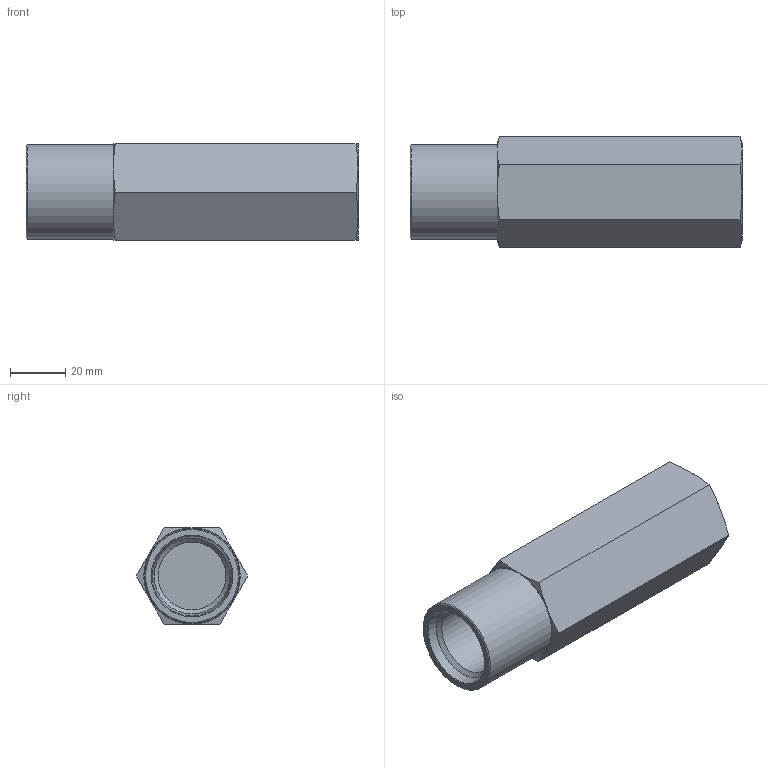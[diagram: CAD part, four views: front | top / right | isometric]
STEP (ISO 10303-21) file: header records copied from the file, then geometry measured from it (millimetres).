
FILE_DESCRIPTION((''),'2;1');
FILE_NAME('1412L.stp','2015-01-26T11:54:50',('jml'),(''),'Autodesk Inventor 2010','Autodesk Inventor 2010','');
FILE_SCHEMA(('AUTOMOTIVE_DESIGN { 1 0 10303 214 1 1 1 1 }'));
Length unit declared in the file: inch
Products named in the file (1): 320012
Bounding box: 120.65 x 40.47 x 35.05 mm (x, y, z)
Volume: 96917.8 mm3; surface area: 20256.8 mm2
Topology: 1 solids, 1 shells, 133 faces, 326 edges, 212 vertices
Faces by surface type: plane 94, cone 17, cylinder 16, bspline 4, torus 2
Full cylindrical faces by diameter (mm): 1.74 x1, 34.544 x1
Entity records: 3926 total; most frequent: CARTESIAN_POINT 756, ORIENTED_EDGE 622, DIRECTION 604, EDGE_CURVE 311, VECTOR 230, LINE 230, VERTEX_POINT 209, AXIS2_PLACEMENT_3D 187
